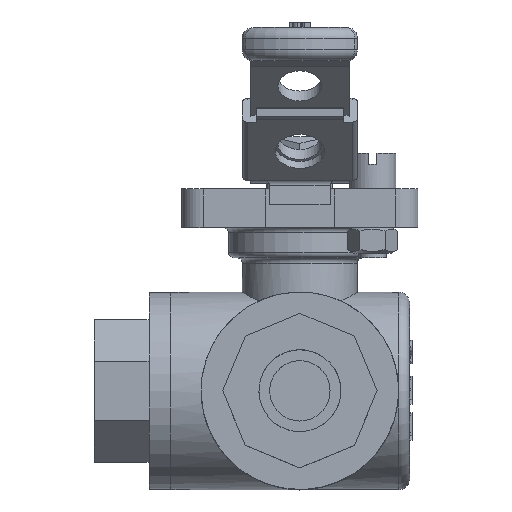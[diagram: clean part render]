
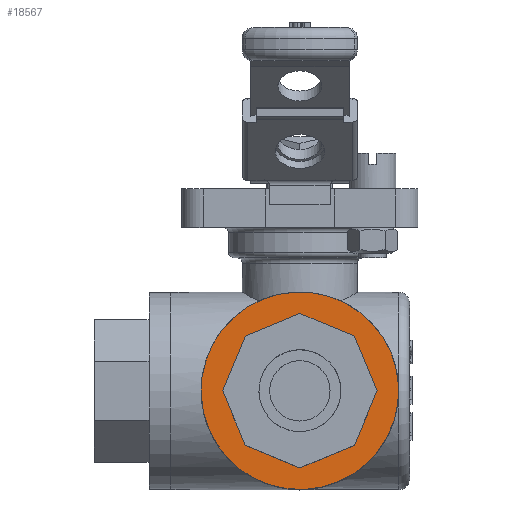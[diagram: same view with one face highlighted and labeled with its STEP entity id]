
A CAD part, top view. The second image highlights one B-rep face of the part: STEP entity #18567.
In plain terms, the highlighted planar face has unit normal (0, 0, 1).
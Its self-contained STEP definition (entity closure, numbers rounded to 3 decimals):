
#1304=FACE_BOUND('',#3385,.T.);
#1596=PLANE('',#19477);
#2339=FACE_OUTER_BOUND('',#3384,.T.);
#3384=EDGE_LOOP('',(#14251));
#3385=EDGE_LOOP('',(#14252,#14253,#14254,#14255,#14256,#14257,#14258,#14259));
#4704=LINE('',#28748,#6329);
#4708=LINE('',#28756,#6333);
#4711=LINE('',#28762,#6336);
#4714=LINE('',#28768,#6339);
#4717=LINE('',#28774,#6342);
#4720=LINE('',#28780,#6345);
#4723=LINE('',#28786,#6348);
#4726=LINE('',#28791,#6351);
#6329=VECTOR('',#21332,10.);
#6333=VECTOR('',#21338,10.);
#6336=VECTOR('',#21343,10.);
#6339=VECTOR('',#21348,10.);
#6342=VECTOR('',#21353,10.);
#6345=VECTOR('',#21358,10.);
#6348=VECTOR('',#21363,10.);
#6351=VECTOR('',#21368,10.);
#7300=CIRCLE('',#19474,18.);
#8218=VERTEX_POINT('',#28746);
#8219=VERTEX_POINT('',#28747);
#8222=VERTEX_POINT('',#28755);
#8224=VERTEX_POINT('',#28761);
#8226=VERTEX_POINT('',#28767);
#8228=VERTEX_POINT('',#28773);
#8230=VERTEX_POINT('',#28779);
#8232=VERTEX_POINT('',#28785);
#8234=VERTEX_POINT('',#28795);
#10369=EDGE_CURVE('',#8218,#8219,#4704,.T.);
#10373=EDGE_CURVE('',#8219,#8222,#4708,.T.);
#10376=EDGE_CURVE('',#8222,#8224,#4711,.T.);
#10379=EDGE_CURVE('',#8224,#8226,#4714,.T.);
#10382=EDGE_CURVE('',#8226,#8228,#4717,.T.);
#10385=EDGE_CURVE('',#8228,#8230,#4720,.T.);
#10388=EDGE_CURVE('',#8230,#8232,#4723,.T.);
#10391=EDGE_CURVE('',#8232,#8218,#4726,.T.);
#10393=EDGE_CURVE('',#8234,#8234,#7300,.T.);
#14251=ORIENTED_EDGE('',*,*,#10393,.T.);
#14252=ORIENTED_EDGE('',*,*,#10369,.T.);
#14253=ORIENTED_EDGE('',*,*,#10373,.T.);
#14254=ORIENTED_EDGE('',*,*,#10376,.T.);
#14255=ORIENTED_EDGE('',*,*,#10379,.T.);
#14256=ORIENTED_EDGE('',*,*,#10382,.T.);
#14257=ORIENTED_EDGE('',*,*,#10385,.T.);
#14258=ORIENTED_EDGE('',*,*,#10388,.T.);
#14259=ORIENTED_EDGE('',*,*,#10391,.T.);
#18567=ADVANCED_FACE('',(#2339,#1304),#1596,.T.);
#19474=AXIS2_PLACEMENT_3D('',#28796,#21374,#21375);
#19477=AXIS2_PLACEMENT_3D('',#28801,#21381,#21382);
#21332=DIRECTION('',(-0.383,0.924,0.));
#21338=DIRECTION('',(0.383,0.924,0.));
#21343=DIRECTION('',(0.924,0.383,0.));
#21348=DIRECTION('',(0.924,-0.383,0.));
#21353=DIRECTION('',(0.383,-0.924,0.));
#21358=DIRECTION('',(-0.383,-0.924,0.));
#21363=DIRECTION('',(-0.924,-0.383,0.));
#21368=DIRECTION('',(-0.924,0.383,0.));
#21374=DIRECTION('center_axis',(0.,0.,1.));
#21375=DIRECTION('ref_axis',(0.924,0.383,0.));
#21381=DIRECTION('center_axis',(0.,0.,1.));
#21382=DIRECTION('ref_axis',(-0.924,-0.383,0.));
#28746=CARTESIAN_POINT('',(-9.95,-9.95,27.5));
#28747=CARTESIAN_POINT('',(-14.071,0.,27.5));
#28748=CARTESIAN_POINT('',(-13.041,-2.487,27.5));
#28755=CARTESIAN_POINT('',(-9.95,9.95,27.5));
#28756=CARTESIAN_POINT('',(-10.98,7.462,27.5));
#28761=CARTESIAN_POINT('',(0.,14.071,27.5));
#28762=CARTESIAN_POINT('',(-2.487,13.041,27.5));
#28767=CARTESIAN_POINT('',(9.95,9.95,27.5));
#28768=CARTESIAN_POINT('',(7.462,10.98,27.5));
#28773=CARTESIAN_POINT('',(14.071,0.,27.5));
#28774=CARTESIAN_POINT('',(13.041,2.487,27.5));
#28779=CARTESIAN_POINT('',(9.95,-9.95,27.5));
#28780=CARTESIAN_POINT('',(10.98,-7.462,27.5));
#28785=CARTESIAN_POINT('',(0.,-14.071,27.5));
#28786=CARTESIAN_POINT('',(2.487,-13.041,27.5));
#28791=CARTESIAN_POINT('',(-7.462,-10.98,27.5));
#28795=CARTESIAN_POINT('',(-16.63,-6.888,27.5));
#28796=CARTESIAN_POINT('Origin',(0.,0.,27.5));
#28801=CARTESIAN_POINT('Origin',(0.,0.,
27.5));
